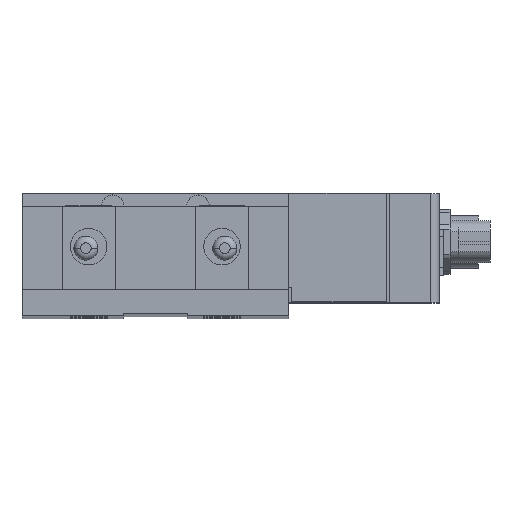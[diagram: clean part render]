
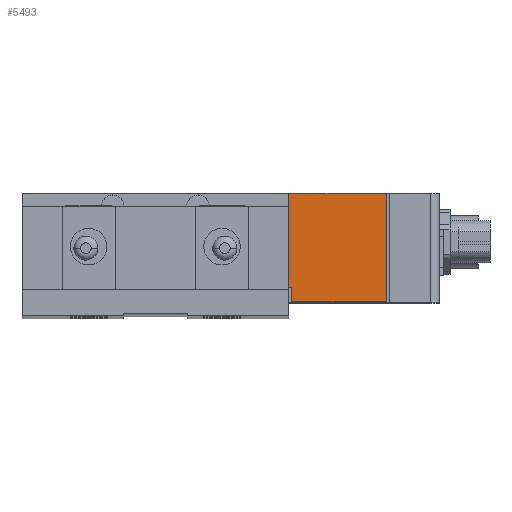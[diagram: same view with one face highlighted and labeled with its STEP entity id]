
A CAD part, top view. The second image highlights one B-rep face of the part: STEP entity #5493.
In plain terms, the highlighted planar face has unit normal (0, 0, 1).
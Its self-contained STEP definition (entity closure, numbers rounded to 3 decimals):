
#80 = CARTESIAN_POINT ( 'NONE',  ( 25.55, -7.176, 19.9 ) ) ;
#90 = CARTESIAN_POINT ( 'NONE',  ( 25.55, -9.9, 19.9 ) ) ;
#239 = VERTEX_POINT ( 'NONE', #17399 ) ;
#654 = EDGE_LOOP ( 'NONE', ( #21688, #1973, #5938, #17409, #6729, #5286 ) ) ;
#846 = EDGE_CURVE ( 'NONE', #239, #4214, #9013, .T. ) ;
#1734 = LINE ( 'NONE', #90, #2972 ) ;
#1959 = DIRECTION ( 'NONE',  ( 0., 1., 0. ) ) ;
#1973 = ORIENTED_EDGE ( 'NONE', *, *, #9855, .T. ) ;
#2490 = CARTESIAN_POINT ( 'NONE',  ( 25., -7.176, 19.9 ) ) ;
#2577 = VERTEX_POINT ( 'NONE', #20117 ) ;
#2948 = CARTESIAN_POINT ( 'NONE',  ( 43.35, 10.4, 19.9 ) ) ;
#2972 = VECTOR ( 'NONE', #6811, 1000. ) ;
#3057 = DIRECTION ( 'NONE',  ( -1., 0., 0. ) ) ;
#3714 = VECTOR ( 'NONE', #7511, 1000. ) ;
#3924 = CARTESIAN_POINT ( 'NONE',  ( 43.35, -9.9, 19.9 ) ) ;
#4214 = VERTEX_POINT ( 'NONE', #2948 ) ;
#5098 = VECTOR ( 'NONE', #3057, 1000. ) ;
#5286 = ORIENTED_EDGE ( 'NONE', *, *, #846, .T. ) ;
#5493 = ADVANCED_FACE ( 'NONE', ( #11050 ), #17809, .T. ) ;
#5654 = LINE ( 'NONE', #19050, #3714 ) ;
#5938 = ORIENTED_EDGE ( 'NONE', *, *, #21835, .T. ) ;
#6126 = VECTOR ( 'NONE', #21036, 1000. ) ;
#6187 = CARTESIAN_POINT ( 'NONE',  ( 25.55, -9.9, 19.9 ) ) ;
#6729 = ORIENTED_EDGE ( 'NONE', *, *, #20078, .T. ) ;
#6811 = DIRECTION ( 'NONE',  ( 1., 0., 0. ) ) ;
#7198 = CARTESIAN_POINT ( 'NONE',  ( 25.55, -7.176, 19.9 ) ) ;
#7511 = DIRECTION ( 'NONE',  ( 0., -1., 0. ) ) ;
#7744 = DIRECTION ( 'NONE',  ( 1., 0., 0. ) ) ;
#8042 = LINE ( 'NONE', #11902, #5098 ) ;
#8683 = VERTEX_POINT ( 'NONE', #6187 ) ;
#9013 = LINE ( 'NONE', #3924, #10624 ) ;
#9219 = EDGE_CURVE ( 'NONE', #4214, #2577, #8042, .T. ) ;
#9513 = CARTESIAN_POINT ( 'NONE',  ( 0., 0., 19.9 ) ) ;
#9753 = LINE ( 'NONE', #9858, #12893 ) ;
#9769 = AXIS2_PLACEMENT_3D ( 'NONE', #9513, #11274, #7744 ) ;
#9855 = EDGE_CURVE ( 'NONE', #2577, #16658, #5654, .T. ) ;
#9858 = CARTESIAN_POINT ( 'NONE',  ( 10.4, -7.176, 19.9 ) ) ;
#10624 = VECTOR ( 'NONE', #1959, 1000. ) ;
#11050 = FACE_OUTER_BOUND ( 'NONE', #654, .T. ) ;
#11274 = DIRECTION ( 'NONE',  ( 0., 0., 1. ) ) ;
#11902 = CARTESIAN_POINT ( 'NONE',  ( 43.35, 10.4, 19.9 ) ) ;
#12893 = VECTOR ( 'NONE', #14617, 1000. ) ;
#14617 = DIRECTION ( 'NONE',  ( 1., 0., 0. ) ) ;
#16658 = VERTEX_POINT ( 'NONE', #2490 ) ;
#17399 = CARTESIAN_POINT ( 'NONE',  ( 43.35, -9.9, 19.9 ) ) ;
#17409 = ORIENTED_EDGE ( 'NONE', *, *, #17517, .T. ) ;
#17517 = EDGE_CURVE ( 'NONE', #18300, #8683, #18940, .T. ) ;
#17809 = PLANE ( 'NONE',  #9769 ) ;
#18300 = VERTEX_POINT ( 'NONE', #80 ) ;
#18940 = LINE ( 'NONE', #7198, #6126 ) ;
#19050 = CARTESIAN_POINT ( 'NONE',  ( 25., -13.076, 19.9 ) ) ;
#20078 = EDGE_CURVE ( 'NONE', #8683, #239, #1734, .T. ) ;
#20117 = CARTESIAN_POINT ( 'NONE',  ( 25., 10.4, 19.9 ) ) ;
#21036 = DIRECTION ( 'NONE',  ( 0., -1., 0. ) ) ;
#21688 = ORIENTED_EDGE ( 'NONE', *, *, #9219, .T. ) ;
#21835 = EDGE_CURVE ( 'NONE', #16658, #18300, #9753, .T. ) ;
